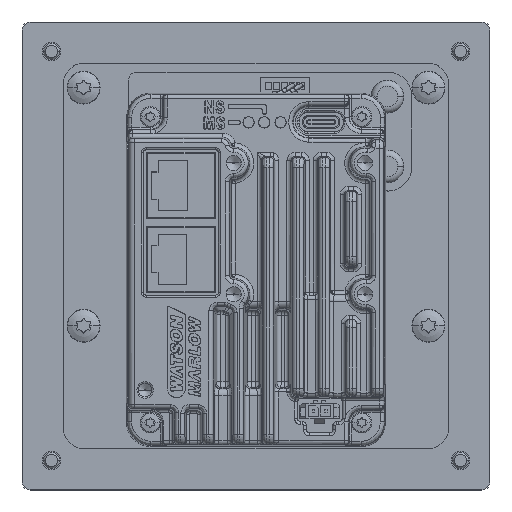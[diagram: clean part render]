
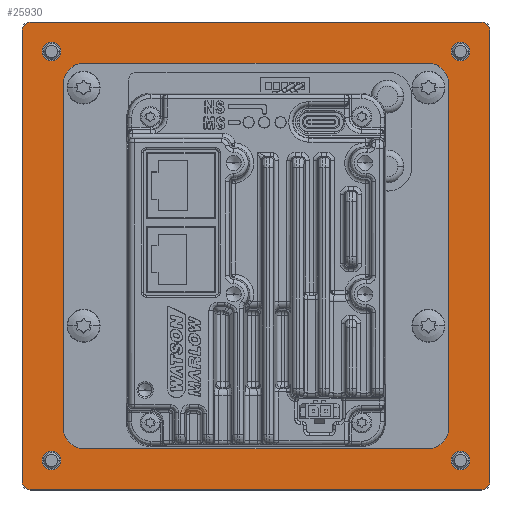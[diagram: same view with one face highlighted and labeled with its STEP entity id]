
A CAD part, top view. The second image highlights one B-rep face of the part: STEP entity #25930.
In plain terms, the highlighted face is planar.
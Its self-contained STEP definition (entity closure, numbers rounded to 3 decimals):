
#7800=CARTESIAN_POINT('',(46.95,41.95,-1.5));
#7810=VERTEX_POINT('',#7800);
#7840=CARTESIAN_POINT('',(41.95,41.95,-1.5));
#7850=DIRECTION('',(0.,0.,1.));
#7860=DIRECTION('',(1.,0.,0.));
#7870=AXIS2_PLACEMENT_3D('',#7840,#7850,#7860);
#7880=CIRCLE('',#7870,5.);
#7890=CARTESIAN_POINT('',(41.95,46.95,-1.5));
#7900=VERTEX_POINT('',#7890);
#7910=EDGE_CURVE('',#7810,#7900,#7880,.T.);
#8680=CARTESIAN_POINT('',(46.95,-41.95,-1.5));
#8690=VERTEX_POINT('',#8680);
#8720=CARTESIAN_POINT('',(46.95,-41.95,-1.5));
#8730=DIRECTION('',(0.,1.,0.));
#8740=VECTOR('',#8730,1.);
#8750=LINE('',#8720,#8740);
#8760=EDGE_CURVE('',#8690,#7810,#8750,.T.);
#9350=CARTESIAN_POINT('',(-41.95,46.95,-1.5));
#9360=VERTEX_POINT('',#9350);
#9390=CARTESIAN_POINT('',(-41.95,41.95,-1.5));
#9400=DIRECTION('',(0.,0.,1.));
#9410=DIRECTION('',(0.,1.,0.));
#9420=AXIS2_PLACEMENT_3D('',#9390,#9400,#9410);
#9430=CIRCLE('',#9420,5.);
#9440=CARTESIAN_POINT('',(-46.95,41.95,-1.5));
#9450=VERTEX_POINT('',#9440);
#9460=EDGE_CURVE('',#9360,#9450,#9430,.T.);
#10080=CARTESIAN_POINT('',(41.95,-46.95,-1.5));
#10090=VERTEX_POINT('',#10080);
#10120=CARTESIAN_POINT('',(41.95,-41.95,-1.5));
#10130=DIRECTION('',(0.,0.,1.));
#10140=DIRECTION('',(0.,-1.,0.));
#10150=AXIS2_PLACEMENT_3D('',#10120,#10130,#10140);
#10160=CIRCLE('',#10150,5.);
#10170=EDGE_CURVE('',#10090,#8690,#10160,.T.);
#13610=CARTESIAN_POINT('',(-41.95,-46.95,-1.5));
#13620=VERTEX_POINT('',#13610);
#13650=CARTESIAN_POINT('',(-41.95,-46.95,-1.5));
#13660=DIRECTION('',(1.,0.,0.));
#13670=VECTOR('',#13660,1.);
#13680=LINE('',#13650,#13670);
#13690=EDGE_CURVE('',#13620,#10090,#13680,.T.);
#15120=CARTESIAN_POINT('',(47.55,-49.8,-1.5));
#15130=VERTEX_POINT('',#15120);
#15310=CARTESIAN_POINT('',(52.05,-49.8,-1.5));
#15320=VERTEX_POINT('',#15310);
#15350=CARTESIAN_POINT('',(49.8,-49.8,-1.5));
#15360=DIRECTION('',(0.,0.,1.));
#15370=DIRECTION('',(-1.,0.,0.));
#15380=AXIS2_PLACEMENT_3D('',#15350,#15360,#15370);
#15390=CIRCLE('',#15380,2.25);
#15400=EDGE_CURVE('',#15320,#15130,#15390,.T.);
#15570=CARTESIAN_POINT('',(41.95,46.95,-1.5));
#15580=DIRECTION('',(-1.,0.,0.));
#15590=VECTOR('',#15580,1.);
#15600=LINE('',#15570,#15590);
#15610=EDGE_CURVE('',#7900,#9360,#15600,.T.);
#19920=CARTESIAN_POINT('',(-47.55,-49.8,-1.5));
#19930=VERTEX_POINT('',#19920);
#19980=CARTESIAN_POINT('',(-49.8,-49.8,-1.5));
#19990=DIRECTION('',(0.,0.,1.));
#20000=DIRECTION('',(-1.,0.,0.));
#20010=AXIS2_PLACEMENT_3D('',#19980,#19990,#20000);
#20020=CIRCLE('',#20010,2.25);
#20030=CARTESIAN_POINT('',(-52.05,-49.8,-1.5));
#20040=VERTEX_POINT('',#20030);
#20050=EDGE_CURVE('',#19930,#20040,#20020,.T.);
#20370=CARTESIAN_POINT('',(-46.95,41.95,-1.5));
#20380=DIRECTION('',(0.,-1.,0.));
#20390=VECTOR('',#20380,1.);
#20400=LINE('',#20370,#20390);
#20410=CARTESIAN_POINT('',(-46.95,-41.95,-1.5));
#20420=VERTEX_POINT('',#20410);
#20430=EDGE_CURVE('',#9450,#20420,#20400,.T.);
#22280=CARTESIAN_POINT('',(-41.95,-41.95,-1.5));
#22290=DIRECTION('',(0.,0.,1.));
#22300=DIRECTION('',(-1.,0.,0.));
#22310=AXIS2_PLACEMENT_3D('',#22280,#22290,#22300);
#22320=CIRCLE('',#22310,5.);
#22330=EDGE_CURVE('',#20420,#13620,#22320,.T.);
#24680=CARTESIAN_POINT('',(0.,0.,-1.5))
;
#24690=DIRECTION('',(-0.,0.,1.));
#24700=DIRECTION('',(1.,0.,0.));
#24710=AXIS2_PLACEMENT_3D('',#24680,#24690,#24700);
#24720=PLANE('',#24710);
#24730=CARTESIAN_POINT('',(54.95,56.95,-1.5));
#24740=DIRECTION('',(-1.,0.,0.));
#24750=VECTOR('',#24740,1.);
#24760=LINE('',#24730,#24750);
#24770=CARTESIAN_POINT('',(54.95,56.95,-1.5));
#24780=VERTEX_POINT('',#24770);
#24790=CARTESIAN_POINT('',(-54.95,56.95,-1.5));
#24800=VERTEX_POINT('',#24790);
#24810=EDGE_CURVE('',#24780,#24800,#24760,.T.);
#24820=ORIENTED_EDGE('',*,*,#24810,.F.);
#24830=CARTESIAN_POINT('',(-54.95,54.95,-1.5));
#24840=DIRECTION('',(0.,0.,-1.));
#24850=DIRECTION('',(-1.,0.,0.));
#24860=AXIS2_PLACEMENT_3D('',#24830,#24840,#24850);
#24870=CIRCLE('',#24860,2.);
#24880=CARTESIAN_POINT('',(-56.95,54.95,-1.5));
#24890=VERTEX_POINT('',#24880);
#24900=EDGE_CURVE('',#24890,#24800,#24870,.T.);
#24910=ORIENTED_EDGE('',*,*,#24900,.T.);
#24920=CARTESIAN_POINT('',(-56.95,54.95,-1.5));
#24930=DIRECTION('',(0.,-1.,0.));
#24940=VECTOR('',#24930,1.);
#24950=LINE('',#24920,#24940);
#24960=CARTESIAN_POINT('',(-56.95,-54.95,-1.5));
#24970=VERTEX_POINT('',#24960);
#24980=EDGE_CURVE('',#24890,#24970,#24950,.T.);
#24990=ORIENTED_EDGE('',*,*,#24980,.F.);
#25000=CARTESIAN_POINT('',(-54.95,-54.95,-1.5));
#25010=DIRECTION('',(0.,0.,-1.));
#25020=DIRECTION('',(0.,-1.,0.));
#25030=AXIS2_PLACEMENT_3D('',#25000,#25010,#25020);
#25040=CIRCLE('',#25030,2.);
#25050=CARTESIAN_POINT('',(-54.95,-56.95,-1.5));
#25060=VERTEX_POINT('',#25050);
#25070=EDGE_CURVE('',#25060,#24970,#25040,.T.);
#25080=ORIENTED_EDGE('',*,*,#25070,.T.);
#25090=CARTESIAN_POINT('',(-54.95,-56.95,-1.5));
#25100=DIRECTION('',(1.,0.,0.));
#25110=VECTOR('',#25100,1.);
#25120=LINE('',#25090,#25110);
#25130=CARTESIAN_POINT('',(54.95,-56.95,-1.5));
#25140=VERTEX_POINT('',#25130);
#25150=EDGE_CURVE('',#25060,#25140,#25120,.T.);
#25160=ORIENTED_EDGE('',*,*,#25150,.F.);
#25170=CARTESIAN_POINT('',(54.95,-54.95,-1.5));
#25180=DIRECTION('',(0.,0.,-1.));
#25190=DIRECTION('',(1.,0.,0.));
#25200=AXIS2_PLACEMENT_3D('',#25170,#25180,#25190);
#25210=CIRCLE('',#25200,2.);
#25220=CARTESIAN_POINT('',(56.95,-54.95,-1.5));
#25230=VERTEX_POINT('',#25220);
#25240=EDGE_CURVE('',#25230,#25140,#25210,.T.);
#25250=ORIENTED_EDGE('',*,*,#25240,.T.);
#25260=CARTESIAN_POINT('',(56.95,-54.95,-1.5));
#25270=DIRECTION('',(0.,1.,0.));
#25280=VECTOR('',#25270,1.);
#25290=LINE('',#25260,#25280);
#25300=CARTESIAN_POINT('',(56.95,54.95,-1.5));
#25310=VERTEX_POINT('',#25300);
#25320=EDGE_CURVE('',#25230,#25310,#25290,.T.);
#25330=ORIENTED_EDGE('',*,*,#25320,.F.);
#25340=CARTESIAN_POINT('',(54.95,54.95,-1.5));
#25350=DIRECTION('',(0.,0.,-1.));
#25360=DIRECTION('',(0.,1.,0.));
#25370=AXIS2_PLACEMENT_3D('',#25340,#25350,#25360);
#25380=CIRCLE('',#25370,2.);
#25390=EDGE_CURVE('',#24780,#25310,#25380,.T.);
#25400=ORIENTED_EDGE('',*,*,#25390,.T.);
#25410=EDGE_LOOP('',(#25400,#25330,#25250,#25160,#25080,#24990,#24910,
#24820));
#25420=FACE_OUTER_BOUND('',#25410,.T.);
#25430=CARTESIAN_POINT('',(-49.8,49.8,-1.5));
#25440=DIRECTION('',(0.,0.,1.));
#25450=DIRECTION('',(1.,0.,0.));
#25460=AXIS2_PLACEMENT_3D('',#25430,#25440,#25450);
#25470=CIRCLE('',#25460,2.25);
#25480=CARTESIAN_POINT('',(-52.05,49.8,-1.5));
#25490=VERTEX_POINT('',#25480);
#25500=CARTESIAN_POINT('',(-47.55,49.8,-1.5));
#25510=VERTEX_POINT('',#25500);
#25520=EDGE_CURVE('',#25490,#25510,#25470,.T.);
#25530=ORIENTED_EDGE('',*,*,#25520,.T.);
#25540=EDGE_CURVE('',#25510,#25490,#25470,.T.);
#25550=ORIENTED_EDGE('',*,*,#25540,.T.);
#25560=EDGE_LOOP('',(#25550,#25530));
#25570=FACE_BOUND('',#25560,.T.);
#25580=CARTESIAN_POINT('',(49.8,49.8,-1.5));
#25590=DIRECTION('',(0.,0.,1.));
#25600=DIRECTION('',(1.,0.,0.));
#25610=AXIS2_PLACEMENT_3D('',#25580,#25590,#25600);
#25620=CIRCLE('',#25610,2.25);
#25630=CARTESIAN_POINT('',(47.55,49.8,-1.5));
#25640=VERTEX_POINT('',#25630);
#25650=CARTESIAN_POINT('',(52.05,49.8,-1.5));
#25660=VERTEX_POINT('',#25650);
#25670=EDGE_CURVE('',#25640,#25660,#25620,.T.);
#25680=ORIENTED_EDGE('',*,*,#25670,.T.);
#25690=EDGE_CURVE('',#25660,#25640,#25620,.T.);
#25700=ORIENTED_EDGE('',*,*,#25690,.T.);
#25710=EDGE_LOOP('',(#25700,#25680));
#25720=FACE_BOUND('',#25710,.T.);
#25730=EDGE_CURVE('',#15130,#15320,#15390,.T.);
#25740=ORIENTED_EDGE('',*,*,#25730,.T.);
#25750=ORIENTED_EDGE('',*,*,#15400,.T.);
#25760=EDGE_LOOP('',(#25750,#25740));
#25770=FACE_BOUND('',#25760,.T.);
#25780=ORIENTED_EDGE('',*,*,#20050,.T.);
#25790=EDGE_CURVE('',#20040,#19930,#20020,.T.);
#25800=ORIENTED_EDGE('',*,*,#25790,.T.);
#25810=EDGE_LOOP('',(#25800,#25780));
#25820=FACE_BOUND('',#25810,.T.);
#25830=ORIENTED_EDGE('',*,*,#9460,.T.);
#25840=ORIENTED_EDGE('',*,*,#15610,.T.);
#25850=ORIENTED_EDGE('',*,*,#7910,.T.);
#25860=ORIENTED_EDGE('',*,*,#8760,.T.);
#25870=ORIENTED_EDGE('',*,*,#10170,.T.);
#25880=ORIENTED_EDGE('',*,*,#13690,.T.);
#25890=ORIENTED_EDGE('',*,*,#22330,.T.);
#25900=ORIENTED_EDGE('',*,*,#20430,.T.);
#25910=EDGE_LOOP('',(#25900,#25890,#25880,#25870,#25860,#25850,#25840,
#25830));
#25920=FACE_BOUND('',#25910,.T.);
#25930=ADVANCED_FACE('',(#25420,#25570,#25720,#25770,#25820,#25920),
#24720,.F.);
